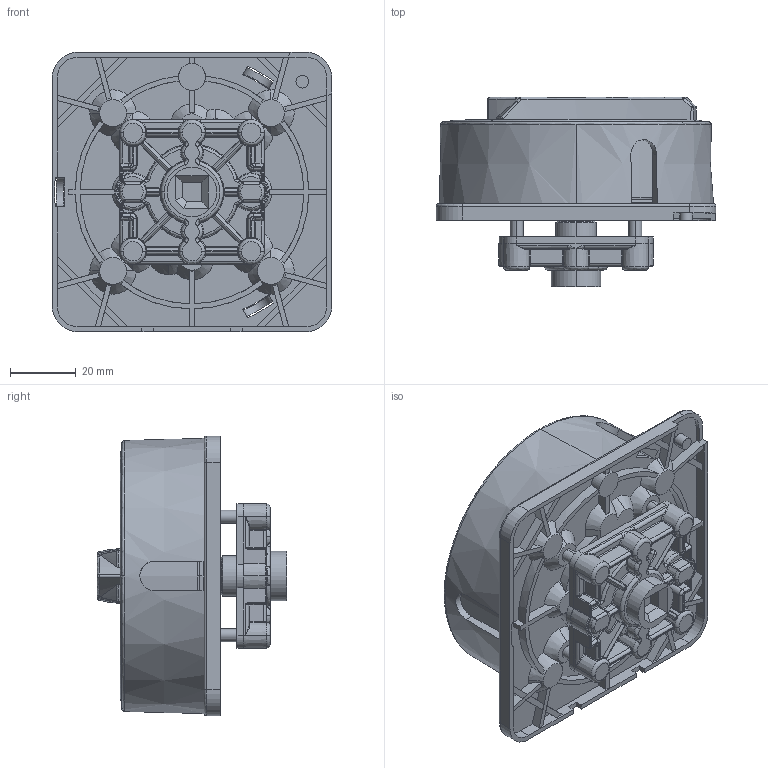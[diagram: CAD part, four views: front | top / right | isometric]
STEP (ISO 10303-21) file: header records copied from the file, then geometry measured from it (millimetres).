
FILE_DESCRIPTION (( 'STEP AP214' ), '1' );
FILE_NAME ('H02B.step', '2020-05-11T19:33:28', ( '' ), ( '' ), 'SwSTEP 2.0', 'SolidWorks 2019', '' );
FILE_SCHEMA (( 'AUTOMOTIVE_DESIGN' ));
Length unit declared in the file: inch
Products named in the file (2): H02B
Bounding box: 85 x 57.7 x 85 mm (x, y, z)
Volume: 87698.2 mm3; surface area: 66795.4 mm2
Topology: 1 solids, 1 shells, 1545 faces, 3862 edges, 2321 vertices
Faces by surface type: bspline 647, plane 504, cylinder 291, cone 103
Entity records: 65231 total; most frequent: CARTESIAN_POINT 32799, ORIENTED_EDGE 7666, DIRECTION 5608, EDGE_CURVE 3833, VERTEX_POINT 2321, AXIS2_PLACEMENT_3D 2072, EDGE_LOOP 1600, FACE_OUTER_BOUND 1545
